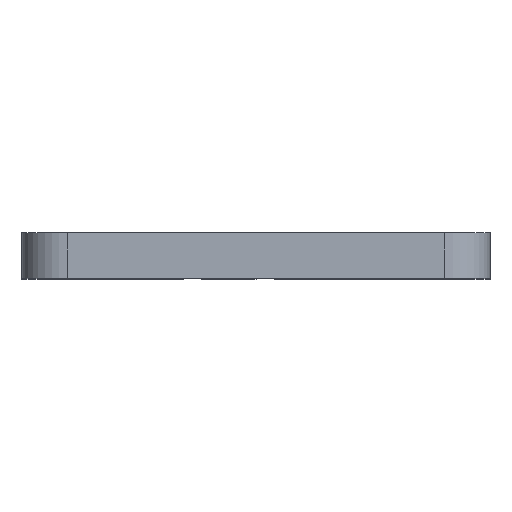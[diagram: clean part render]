
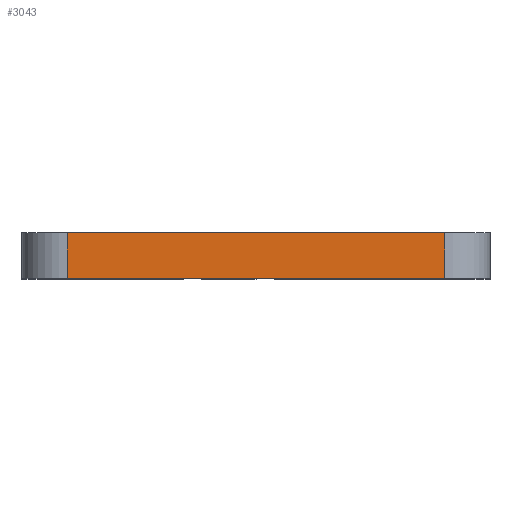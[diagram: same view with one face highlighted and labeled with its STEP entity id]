
A CAD part, top view. The second image highlights one B-rep face of the part: STEP entity #3043.
In plain terms, the highlighted planar face has unit normal (0, 0, 1).
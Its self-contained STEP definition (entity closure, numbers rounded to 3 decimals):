
#112=DIRECTION('',(1.,0.,0.));
#113=VECTOR('',#112,20.8);
#114=CARTESIAN_POINT('',(-10.4,0.,14.4));
#115=LINE('',#114,#113);
#419=DIRECTION('',(1.,0.,0.));
#420=VECTOR('',#419,20.8);
#421=CARTESIAN_POINT('',(-10.4,2.5,14.4));
#422=LINE('',#421,#420);
#808=DIRECTION('',(0.,-1.,0.));
#809=VECTOR('',#808,2.5);
#810=CARTESIAN_POINT('',(-10.4,2.5,14.4));
#811=LINE('',#810,#809);
#812=DIRECTION('',(0.,-1.,0.));
#813=VECTOR('',#812,2.5);
#814=CARTESIAN_POINT('',(10.4,2.5,14.4));
#815=LINE('',#814,#813);
#1834=CARTESIAN_POINT('',(-10.4,0.,14.4));
#1836=VERTEX_POINT('',#1834);
#1840=CARTESIAN_POINT('',(-10.4,2.5,14.4));
#1841=VERTEX_POINT('',#1840);
#1843=CARTESIAN_POINT('',(10.4,0.,14.4));
#1845=VERTEX_POINT('',#1843);
#1846=CARTESIAN_POINT('',(10.4,2.5,14.4));
#1847=VERTEX_POINT('',#1846);
#3031=CARTESIAN_POINT('',(-12.9,0.,14.4));
#3032=DIRECTION('',(0.,0.,1.));
#3033=DIRECTION('',(1.,0.,0.));
#3034=AXIS2_PLACEMENT_3D('',#3031,#3032,#3033);
#3035=PLANE('',#3034);
#3036=ORIENTED_EDGE('',*,*,#3026,.F.);
#3037=ORIENTED_EDGE('',*,*,#2791,.T.);
#3039=ORIENTED_EDGE('',*,*,#3038,.T.);
#3040=ORIENTED_EDGE('',*,*,#2469,.F.);
#3041=EDGE_LOOP('',(#3036,#3037,#3039,#3040));
#3042=FACE_OUTER_BOUND('',#3041,.F.);
#3043=ADVANCED_FACE('',(#3042),#3035,.T.);
#2469=EDGE_CURVE('',#1836,#1845,#115,.T.);
#2791=EDGE_CURVE('',#1841,#1847,#422,.T.);
#3026=EDGE_CURVE('',#1841,#1836,#811,.T.);
#3038=EDGE_CURVE('',#1847,#1845,#815,.T.);
